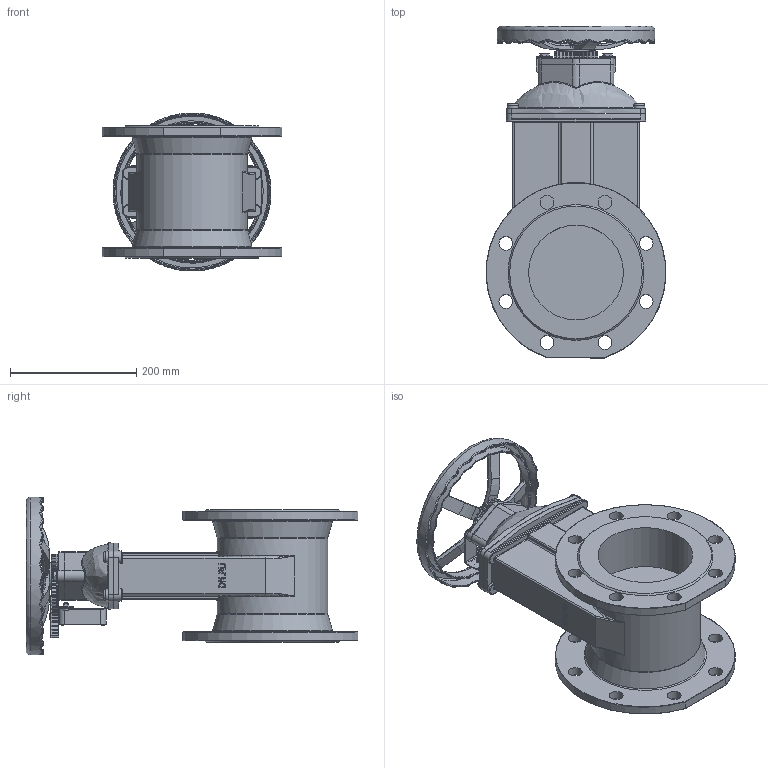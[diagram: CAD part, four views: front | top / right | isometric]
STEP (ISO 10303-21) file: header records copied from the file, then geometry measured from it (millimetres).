
FILE_DESCRIPTION(/* description */ (''),/* implementation_level */ '2;1');
FILE_NAME(/* name */ 'DN150_3D_STEP.stp',/* time_stamp */ '2025-09-19T01:03:07+03:00',/* author */ ('igorr'),/* organization */ (''),/* preprocessor_version */ 'ST-DEVELOPER v20',/* originating_system */ 'Autodesk Inventor 2025',/* authorisation */ '');
FILE_SCHEMA (('AUTOMOTIVE_DESIGN { 1 0 10303 214 3 1 1 }'));
Length unit declared in the file: millimetre
Products named in the file (15): Сборка_Чертежная; Деталь1; Деталь1_1; AS 1110 - M10 x 16; Rivet GB/T 1015-1986-8 X 14; AS 1420 - 1973 - M10 x 16; крепеж; угол_контроль; Цилиндрическое зубчатое 
зацепление; Цилиндрическое зубчатое 
зацепление1; Цилиндрическое зубчатое 
зацепление2; AS 1427 - M2,5 x 4; AS 1110 - M5 x 10; AS 1110 - M8 x 12; ANSI B18.2.4.2M - M5x0,8
Assembly tree (27 placements, depth 3):
  Сборка_Чертежная
    Деталь1
    Деталь1_1
    AS 1110 - M10 x 16
    AS 1420 - 1973 - M10 x 16  x4
    Rivet GB/T 1015-1986-8 X 14  x4
    крепеж  x2
    угол_контроль
    Цилиндрическое зубчатое 
зацепление
      Цилиндрическое зубчатое 
зацепление1
      Цилиндрическое зубчатое 
зацепление2
    AS 1427 - M2,5 x 4  x4
    AS 1110 - M5 x 10  x2
    AS 1110 - M8 x 12  x2
    ANSI B18.2.4.2M - M5x0,8  x2
Bounding box: 284.64 x 525 x 250 mm (x, y, z)
Volume: 7181187.1 mm3; surface area: 801548.7 mm2
Topology: 27 solids, 27 shells, 1889 faces, 4839 edges, 3082 vertices
Faces by surface type: plane 660, cylinder 539, bspline 440, cone 135, torus 103, sphere 12
Full cylindrical faces by diameter (mm): 2 x4, 2.224 x4, 2.5 x4, 4.134 x2, 5 x2, 6 x2, 6.16 x4, 8 x10, 10 x15, 13 x2, 14 x2, 14.22 x4, 16 x7, 17 x1, 18 x5, 20 x2, 22 x16, 22.222 x1, 27.778 x1, 36.111 x1, 41.667 x1, 150 x2, 175 x1, 215.927 x1, 221.483 x1, 244.445 x1, 250 x1
Entity records: 60407 total; most frequent: CARTESIAN_POINT 20589, ORIENTED_EDGE 8448, DIRECTION 7141, EDGE_CURVE 4224, VERTEX_POINT 2697, AXIS2_PLACEMENT_3D 2664, LINE 1813, VECTOR 1813
